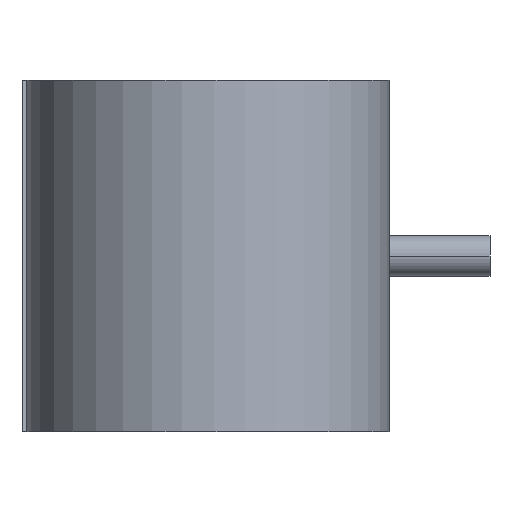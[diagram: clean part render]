
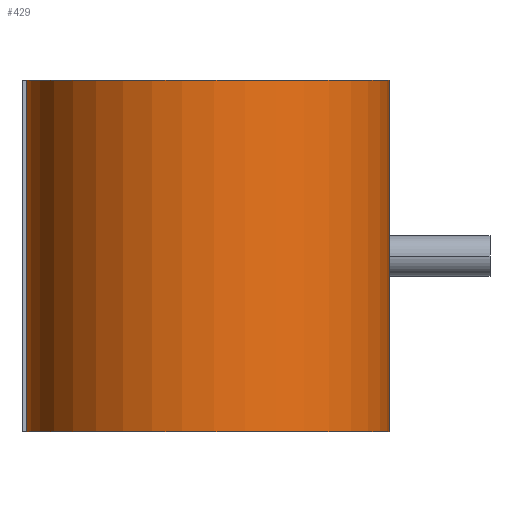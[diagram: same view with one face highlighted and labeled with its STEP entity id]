
A CAD part, front view. The second image highlights one B-rep face of the part: STEP entity #429.
In plain terms, the highlighted cylindrical face has radius 144.267 mm (diameter 288.533 mm), a partial arc.
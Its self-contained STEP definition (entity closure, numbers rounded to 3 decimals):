
#293 = VERTEX_POINT( '', #749 );
#301 = VERTEX_POINT( '', #759 );
#331 = EDGE_CURVE( '', #293, #453, #792, .T. );
#373 = EDGE_CURVE( '', #293, #419, #836, .T. );
#419 = VERTEX_POINT( '', #887 );
#429 = ADVANCED_FACE( '', ( #900 ), #901, .T. );
#437 = EDGE_CURVE( '', #301, #453, #909, .T. );
#453 = VERTEX_POINT( '', #927 );
#579 = EDGE_CURVE( '', #419, #301, #1067, .T. );
#749 = CARTESIAN_POINT( '', ( -144.187, -4.8, 140. ) );
#759 = CARTESIAN_POINT( '', ( 144.187, 4.8, -140. ) );
#792 = CIRCLE( '', #1458, 144.267 );
#836 = LINE( '', #1534, #1535 );
#887 = CARTESIAN_POINT( '', ( -144.187, -4.8, -140. ) );
#900 = FACE_OUTER_BOUND( '', #1710, .T. );
#901 = CYLINDRICAL_SURFACE( '', #1711, 144.267 );
#909 = LINE( '', #1723, #1724 );
#927 = CARTESIAN_POINT( '', ( 144.187, 4.8, 140. ) );
#1067 = CIRCLE( '', #2146, 144.267 );
#1458 = AXIS2_PLACEMENT_3D( '', #2509, #2510, #2511 );
#1534 = CARTESIAN_POINT( '', ( -144.187, -4.8, 140. ) );
#1535 = VECTOR( '', #2560, 1. );
#1710 = EDGE_LOOP( '', ( #2639, #2640, #2641, #2642 ) );
#1711 = AXIS2_PLACEMENT_3D( '', #2643, #2644, #2645 );
#1723 = CARTESIAN_POINT( '', ( 144.187, 4.8, 140. ) );
#1724 = VECTOR( '', #2650, 1. );
#2146 = AXIS2_PLACEMENT_3D( '', #2841, #2842, #2843 );
#2509 = CARTESIAN_POINT( '', ( 0., 0., 140. ) );
#2510 = DIRECTION( '', ( 0., 0., 1. ) );
#2511 = DIRECTION( '', ( -0.999, -0.033, 0. ) );
#2560 = DIRECTION( '', ( 0., 0., -1. ) );
#2639 = ORIENTED_EDGE( '', *, *, #437, .T. );
#2640 = ORIENTED_EDGE( '', *, *, #331, .F. );
#2641 = ORIENTED_EDGE( '', *, *, #373, .T. );
#2642 = ORIENTED_EDGE( '', *, *, #579, .T. );
#2643 = CARTESIAN_POINT( '', ( 0., 0., 140. ) );
#2644 = DIRECTION( '', ( 0., 0., 1. ) );
#2645 = DIRECTION( '', ( -0.999, -0.033, 0. ) );
#2650 = DIRECTION( '', ( 0., 0., 1. ) );
#2841 = CARTESIAN_POINT( '', ( 0., 0., -140. ) );
#2842 = DIRECTION( '', ( 0., 0., 1. ) );
#2843 = DIRECTION( '', ( -0.999, -0.033, 0. ) );
